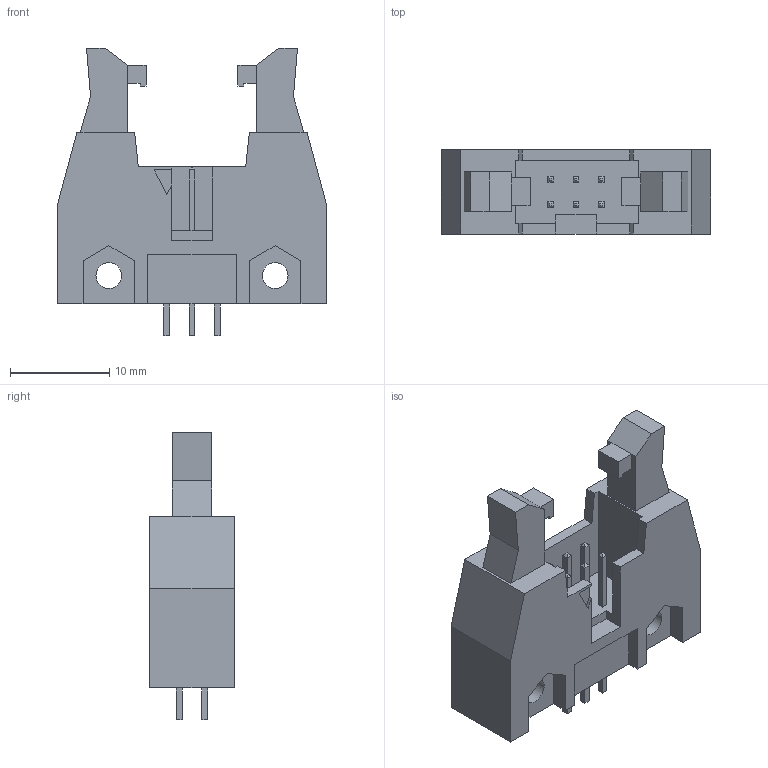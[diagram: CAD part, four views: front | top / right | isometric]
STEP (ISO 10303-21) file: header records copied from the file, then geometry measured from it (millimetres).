
FILE_DESCRIPTION((' '),'2;1');
FILE_NAME( '09185066904.stp', '2022-09-02T09:18:47', (' '), ('--- Datakit www.datakit.com---'), ' Datakit CrossCadWare V2022.3 Jun 15 2022', 'DATAKIT 2022 (c)', ' ');
FILE_SCHEMA(('AP242_MANAGED_MODEL_BASED_3D_ENGINEERING_MIM_LF { 1 0 10303 442 1 1 4 }'));
Length unit declared in the file: millimetre
Products named in the file (1): 09185066904
Bounding box: 27.1 x 8.5 x 28.95 mm (x, y, z)
Volume: 2914.8 mm3; surface area: 2490.4 mm2
Topology: 1 solids, 1 shells, 166 faces, 416 edges, 268 vertices
Faces by surface type: plane 162, cylinder 4
Full cylindrical faces by diameter (mm): 2.6 x4
Entity records: 5027 total; most frequent: CARTESIAN_POINT 847, ORIENTED_EDGE 824, DIRECTION 754, EDGE_CURVE 412, VECTOR 404, LINE 404, VERTEX_POINT 268, EDGE_LOOP 190
